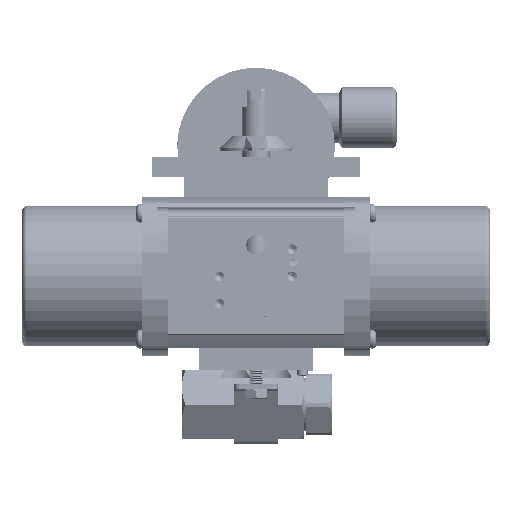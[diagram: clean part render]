
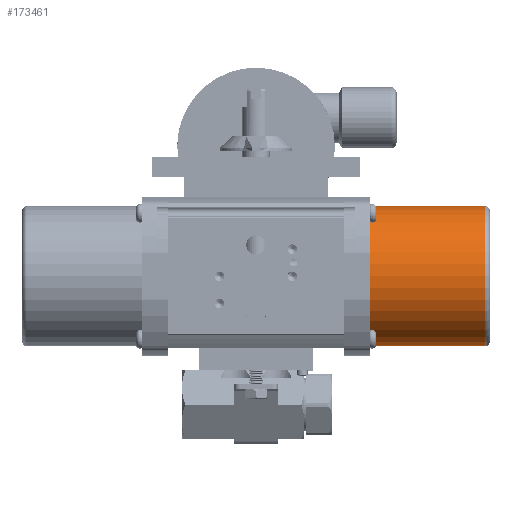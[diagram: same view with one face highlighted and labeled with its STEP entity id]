
A CAD part, top view. The second image highlights one B-rep face of the part: STEP entity #173461.
In plain terms, the highlighted cylindrical face has radius 30.963 mm (diameter 61.925 mm), a partial arc.
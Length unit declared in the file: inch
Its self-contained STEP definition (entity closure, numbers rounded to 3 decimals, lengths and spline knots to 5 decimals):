
#827 = VERTEX_POINT ( 'NONE', #164965 ) ;
#1994 = DIRECTION ( 'NONE',  ( 1., 0., 0. ) ) ;
#9131 = VERTEX_POINT ( 'NONE', #211224 ) ;
#24109 = CARTESIAN_POINT ( 'NONE',  ( 1.8575, 1.0105, 0. ) ) ;
#26634 = EDGE_CURVE ( 'NONE', #41336, #98394, #49970, .T. ) ;
#32307 = DIRECTION ( 'NONE',  ( -1., 0., 0. ) ) ;
#39508 = VECTOR ( 'NONE', #112672, 39.37008 ) ;
#40951 = EDGE_CURVE ( 'NONE', #827, #9131, #145126, .T. ) ;
#41336 = VERTEX_POINT ( 'NONE', #66585 ) ;
#43962 = ORIENTED_EDGE ( 'NONE', *, *, #40951, .T. ) ;
#49970 = LINE ( 'NONE', #162308, #39508 ) ;
#51082 = CARTESIAN_POINT ( 'NONE',  ( 3.9725, 2.2295, 0. ) ) ;
#59884 = CIRCLE ( 'NONE', #153304, 1.219 ) ;
#65155 = DIRECTION ( 'NONE',  ( 0., 1., 0. ) ) ;
#66361 = AXIS2_PLACEMENT_3D ( 'NONE', #215941, #32307, #65155 ) ;
#66585 = CARTESIAN_POINT ( 'NONE',  ( 3.9725, 1.0105, 0. ) ) ;
#67851 = DIRECTION ( 'NONE',  ( 0., -1., 0. ) ) ;
#70497 = EDGE_CURVE ( 'NONE', #9131, #98394, #166207, .T. ) ;
#89221 = CYLINDRICAL_SURFACE ( 'NONE', #66361, 1.219 ) ;
#91685 = DIRECTION ( 'NONE',  ( -1., 0., 0. ) ) ;
#98394 = VERTEX_POINT ( 'NONE', #24109 ) ;
#102253 = CARTESIAN_POINT ( 'NONE',  ( 1.8575, 2.2295, 0. ) ) ;
#112555 = ORIENTED_EDGE ( 'NONE', *, *, #26634, .F. ) ;
#112672 = DIRECTION ( 'NONE',  ( -1., 0., 0. ) ) ;
#117689 = ORIENTED_EDGE ( 'NONE', *, *, #163970, .T. ) ;
#117826 = AXIS2_PLACEMENT_3D ( 'NONE', #102253, #1994, #119095 ) ;
#119095 = DIRECTION ( 'NONE',  ( 0., -1., 0. ) ) ;
#133692 = FACE_OUTER_BOUND ( 'NONE', #159829, .T. ) ;
#145126 = LINE ( 'NONE', #208756, #184388 ) ;
#153304 = AXIS2_PLACEMENT_3D ( 'NONE', #51082, #168020, #67851 ) ;
#159829 = EDGE_LOOP ( 'NONE', ( #112555, #117689, #43962, #161714 ) ) ;
#161714 = ORIENTED_EDGE ( 'NONE', *, *, #70497, .T. ) ;
#162308 = CARTESIAN_POINT ( 'NONE',  ( 1.7145, 1.0105, 0. ) ) ;
#163970 = EDGE_CURVE ( 'NONE', #41336, #827, #59884, .T. ) ;
#164965 = CARTESIAN_POINT ( 'NONE',  ( 3.9725, 3.4485, 0. ) ) ;
#166207 = CIRCLE ( 'NONE', #117826, 1.219 ) ;
#168020 = DIRECTION ( 'NONE',  ( -1., 0., 0. ) ) ;
#173461 = ADVANCED_FACE ( 'NONE', ( #133692 ), #89221, .T. ) ;
#184388 = VECTOR ( 'NONE', #91685, 39.37008 ) ;
#208756 = CARTESIAN_POINT ( 'NONE',  ( 1.7145, 3.4485, 0. ) ) ;
#211224 = CARTESIAN_POINT ( 'NONE',  ( 1.8575, 3.4485, 0. ) ) ;
#215941 = CARTESIAN_POINT ( 'NONE',  ( 1.7145, 2.2295, 0. ) ) ;
